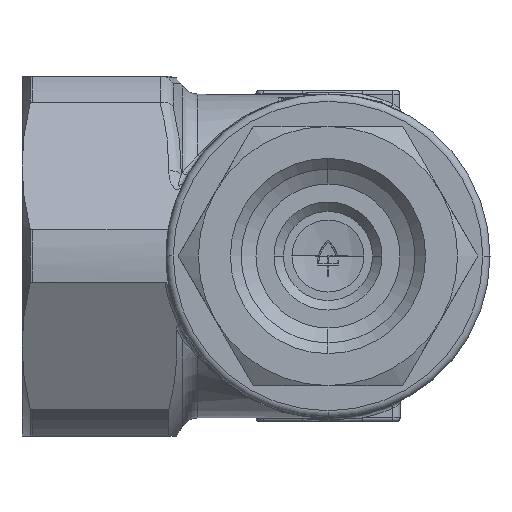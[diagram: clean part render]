
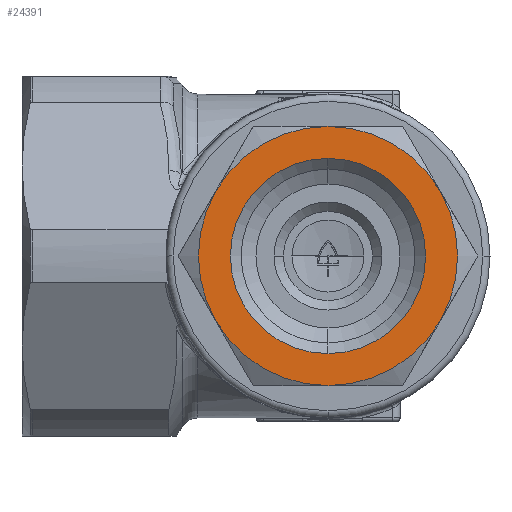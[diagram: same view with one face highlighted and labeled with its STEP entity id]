
A CAD part, front view. The second image highlights one B-rep face of the part: STEP entity #24391.
In plain terms, the highlighted planar face has unit normal (0, -1, 0).
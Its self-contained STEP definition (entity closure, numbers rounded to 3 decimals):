
#10930 = CARTESIAN_POINT ( 'NONE',  ( 0., -39., 13.56 ) ) ;
#10985 = CARTESIAN_POINT ( 'NONE',  ( 0., -39., -13.56 ) ) ;
#11113 = CIRCLE ( 'NONE', #11161, 13.56 ) ;
#11154 = DIRECTION ( 'NONE',  ( 0., 0., 1. ) ) ;
#11155 = DIRECTION ( 'NONE',  ( 0., 1., 0. ) ) ;
#11156 = CARTESIAN_POINT ( 'NONE',  ( 0., -39., 0. ) ) ;
#11161 = AXIS2_PLACEMENT_3D ( 'NONE', #11156, #11155, #11154 ) ;
#11634 = CARTESIAN_POINT ( 'NONE',  ( 15.588, -39., -9. ) ) ;
#11704 = CARTESIAN_POINT ( 'NONE',  ( 15.588, -39., 9. ) ) ;
#11747 = CARTESIAN_POINT ( 'NONE',  ( 0., -39., 18. ) ) ;
#11763 = PLANE ( 'NONE',  #11791 ) ;
#11774 = FACE_OUTER_BOUND ( 'NONE', #24455, .T. ) ;
#11785 = CARTESIAN_POINT ( 'NONE',  ( -15.588, -39., 9. ) ) ;
#11791 = AXIS2_PLACEMENT_3D ( 'NONE', #11819, #11818, #11817 ) ;
#11806 = FACE_BOUND ( 'NONE', #24396, .T. ) ;
#11817 = DIRECTION ( 'NONE',  ( 0., 0., 1. ) ) ;
#11818 = DIRECTION ( 'NONE',  ( 0., 1., 0. ) ) ;
#11819 = CARTESIAN_POINT ( 'NONE',  ( 31.177, -39., 18. ) ) ;
#11879 = CARTESIAN_POINT ( 'NONE',  ( -15.588, -39., -9. ) ) ;
#11968 = CARTESIAN_POINT ( 'NONE',  ( 0., -39., -18. ) ) ;
#11976 = CARTESIAN_POINT ( 'NONE',  ( 0., -39., 0. ) ) ;
#11985 = AXIS2_PLACEMENT_3D ( 'NONE', #12087, #12080, #12079 ) ;
#11998 = CIRCLE ( 'NONE', #12023, 18. ) ;
#12020 = AXIS2_PLACEMENT_3D ( 'NONE', #12092, #12091, #12090 ) ;
#12021 = DIRECTION ( 'NONE',  ( 0., 0., 1. ) ) ;
#12022 = DIRECTION ( 'NONE',  ( 0., -1., 0. ) ) ;
#12023 = AXIS2_PLACEMENT_3D ( 'NONE', #11976, #12022, #12021 ) ;
#12027 = DIRECTION ( 'NONE',  ( 0., 1., 0. ) ) ;
#12040 = CIRCLE ( 'NONE', #12094, 13.56 ) ;
#12045 = CARTESIAN_POINT ( 'NONE',  ( 0., -39., 0. ) ) ;
#12047 = CIRCLE ( 'NONE', #11985, 18. ) ;
#12048 = CIRCLE ( 'NONE', #12089, 18. ) ;
#12052 = CIRCLE ( 'NONE', #12020, 18. ) ;
#12066 = DIRECTION ( 'NONE',  ( 0., 0., 1. ) ) ;
#12067 = DIRECTION ( 'NONE',  ( 0., -1., 0. ) ) ;
#12068 = CARTESIAN_POINT ( 'NONE',  ( 0., -39., 0. ) ) ;
#12070 = AXIS2_PLACEMENT_3D ( 'NONE', #12068, #12067, #12066 ) ;
#12072 = DIRECTION ( 'NONE',  ( 0., 0., 1. ) ) ;
#12073 = DIRECTION ( 'NONE',  ( 0., -1., 0. ) ) ;
#12074 = AXIS2_PLACEMENT_3D ( 'NONE', #12081, #12073, #12072 ) ;
#12075 = CIRCLE ( 'NONE', #12070, 18. ) ;
#12079 = DIRECTION ( 'NONE',  ( 0., 0., 1. ) ) ;
#12080 = DIRECTION ( 'NONE',  ( 0., -1., 0. ) ) ;
#12081 = CARTESIAN_POINT ( 'NONE',  ( 0., -39., 0. ) ) ;
#12083 = CIRCLE ( 'NONE', #12074, 18. ) ;
#12084 = DIRECTION ( 'NONE',  ( 0., 0., 1. ) ) ;
#12085 = DIRECTION ( 'NONE',  ( 0., -1., 0. ) ) ;
#12086 = CARTESIAN_POINT ( 'NONE',  ( 0., -39., 0. ) ) ;
#12087 = CARTESIAN_POINT ( 'NONE',  ( 0., -39., 0. ) ) ;
#12089 = AXIS2_PLACEMENT_3D ( 'NONE', #12086, #12085, #12084 ) ;
#12090 = DIRECTION ( 'NONE',  ( 0., 0., 1. ) ) ;
#12091 = DIRECTION ( 'NONE',  ( 0., 1., 0. ) ) ;
#12092 = CARTESIAN_POINT ( 'NONE',  ( 0., -39., 0. ) ) ;
#12093 = DIRECTION ( 'NONE',  ( 0., 0., 1. ) ) ;
#12094 = AXIS2_PLACEMENT_3D ( 'NONE', #12045, #12027, #12093 ) ;
#24155 = VERTEX_POINT ( 'NONE', #10930 ) ;
#24166 = VERTEX_POINT ( 'NONE', #10985 ) ;
#24207 = EDGE_CURVE ( 'NONE', #24166, #24155, #11113, .T. ) ;
#24350 = VERTEX_POINT ( 'NONE', #11634 ) ;
#24366 = VERTEX_POINT ( 'NONE', #11704 ) ;
#24380 = VERTEX_POINT ( 'NONE', #11747 ) ;
#24391 = ADVANCED_FACE ( 'NONE', ( #11806, #11774 ), #11763, .F. ) ;
#24392 = ORIENTED_EDGE ( 'NONE', *, *, #24207, .T. ) ;
#24396 = EDGE_LOOP ( 'NONE', ( #24392, #24454 ) ) ;
#24398 = VERTEX_POINT ( 'NONE', #11785 ) ;
#24408 = VERTEX_POINT ( 'NONE', #11879 ) ;
#24427 = VERTEX_POINT ( 'NONE', #11968 ) ;
#24442 = ORIENTED_EDGE ( 'NONE', *, *, #24470, .T. ) ;
#24443 = EDGE_CURVE ( 'NONE', #24427, #24350, #11998, .T. ) ;
#24454 = ORIENTED_EDGE ( 'NONE', *, *, #24456, .T. ) ;
#24455 = EDGE_LOOP ( 'NONE', ( #24461, #24460, #24469, #24442, #24468, #24466 ) ) ;
#24456 = EDGE_CURVE ( 'NONE', #24155, #24166, #12040, .T. ) ;
#24457 = EDGE_CURVE ( 'NONE', #24380, #24366, #12052, .T. ) ;
#24460 = ORIENTED_EDGE ( 'NONE', *, *, #24462, .T. ) ;
#24461 = ORIENTED_EDGE ( 'NONE', *, *, #24457, .F. ) ;
#24462 = EDGE_CURVE ( 'NONE', #24380, #24398, #12048, .T. ) ;
#24464 = EDGE_CURVE ( 'NONE', #24350, #24366, #12047, .T. ) ;
#24465 = EDGE_CURVE ( 'NONE', #24398, #24408, #12083, .T. ) ;
#24466 = ORIENTED_EDGE ( 'NONE', *, *, #24464, .T. ) ;
#24468 = ORIENTED_EDGE ( 'NONE', *, *, #24443, .T. ) ;
#24469 = ORIENTED_EDGE ( 'NONE', *, *, #24465, .T. ) ;
#24470 = EDGE_CURVE ( 'NONE', #24408, #24427, #12075, .T. ) ;
